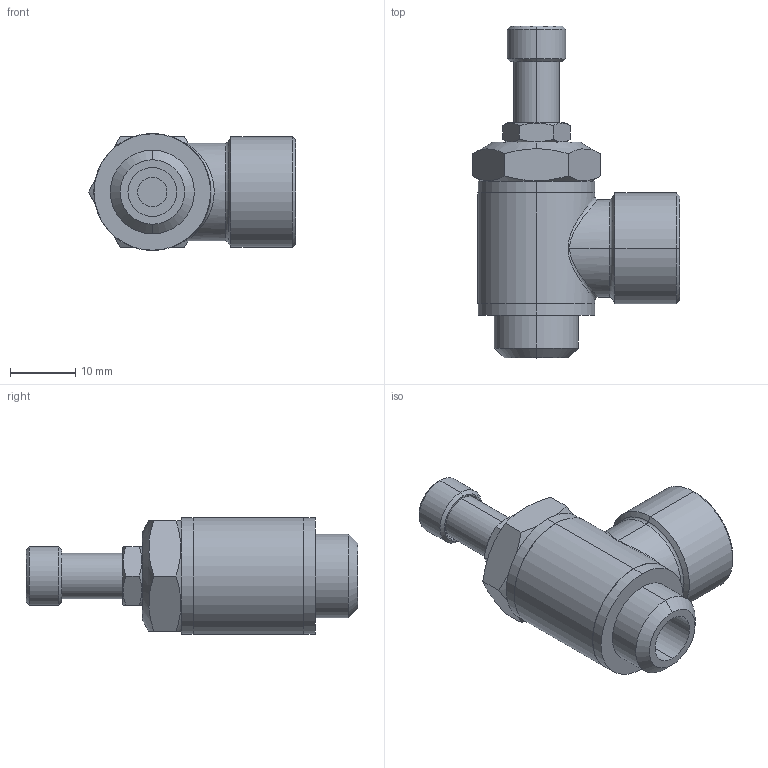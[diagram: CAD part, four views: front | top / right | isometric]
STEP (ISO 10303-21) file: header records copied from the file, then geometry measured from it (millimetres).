
FILE_DESCRIPTION (( 'STEP AP203' ), '1' );
FILE_NAME ('04300C02.STEP', '2010-04-29T13:43:00', ( '' ), ( 'sopra-pneumatic' ), 'SwSTEP 2.0', 'SolidWorks 2009', '' );
FILE_SCHEMA (( 'CONFIG_CONTROL_DESIGN' ));
Length unit declared in the file: millimetre
Products named in the file (1): 04300C02
Bounding box: 31.82 x 51.01 x 18 mm (x, y, z)
Volume: 9608.8 mm3; surface area: 4310.2 mm2
Topology: 1 solids, 3 shells, 78 faces, 167 edges, 106 vertices
Faces by surface type: cylinder 27, plane 27, cone 20, bspline 2, torus 2
Entity records: 3563 total; most frequent: CARTESIAN_POINT 1818, DIRECTION 349, ORIENTED_EDGE 334, EDGE_CURVE 167, AXIS2_PLACEMENT_3D 146, VERTEX_POINT 106, EDGE_LOOP 89, ADVANCED_FACE 78
